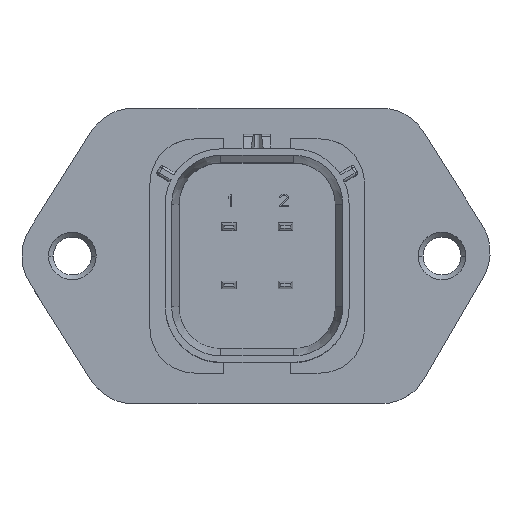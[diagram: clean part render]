
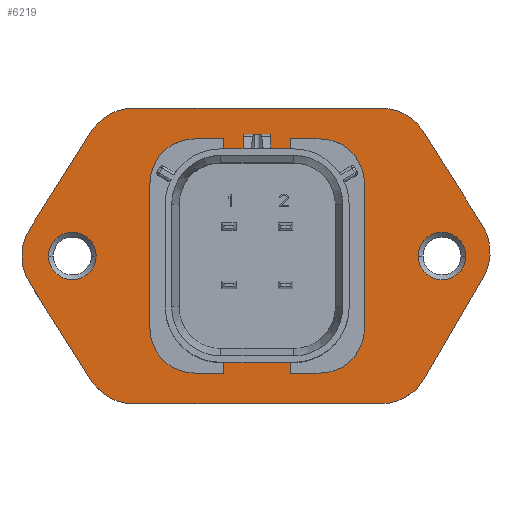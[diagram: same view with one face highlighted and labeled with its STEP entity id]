
A CAD part, top view. The second image highlights one B-rep face of the part: STEP entity #6219.
In plain terms, the highlighted planar face has unit normal (0, 0, 1).
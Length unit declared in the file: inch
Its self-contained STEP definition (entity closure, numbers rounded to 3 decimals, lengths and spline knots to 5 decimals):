
#833=CARTESIAN_POINT('',(-0.75,0.,0.06));
#834=DIRECTION('',(0.,0.,-1.));
#835=DIRECTION('',(1.,0.,0.));
#836=AXIS2_PLACEMENT_3D('',#833,#834,#835);
#838=CARTESIAN_POINT('',(-0.75,0.,0.06));
#839=DIRECTION('',(0.,0.,-1.));
#840=DIRECTION('',(-1.,0.,0.));
#841=AXIS2_PLACEMENT_3D('',#838,#839,#840);
#843=CARTESIAN_POINT('',(0.75,0.,0.06));
#844=DIRECTION('',(0.,0.,-1.));
#845=DIRECTION('',(1.,0.,0.));
#846=AXIS2_PLACEMENT_3D('',#843,#844,#845);
#848=CARTESIAN_POINT('',(0.75,0.,0.06));
#849=DIRECTION('',(0.,0.,-1.));
#850=DIRECTION('',(-1.,0.,0.));
#851=AXIS2_PLACEMENT_3D('',#848,#849,#850);
#853=CARTESIAN_POINT('',(-0.50074,0.395,0.06));
#854=DIRECTION('',(0.,0.,1.));
#855=DIRECTION('',(0.,1.,0.));
#856=AXIS2_PLACEMENT_3D('',#853,#854,#855);
#858=DIRECTION('',(-1.,0.,0.));
#859=VECTOR('',#858,1.00149);
#860=CARTESIAN_POINT('',(0.50074,0.6,0.06));
#861=LINE('',#860,#859);
#862=CARTESIAN_POINT('',(0.50074,0.395,0.06));
#863=DIRECTION('',(0.,0.,1.));
#864=DIRECTION('',(0.846,0.534,0.));
#865=AXIS2_PLACEMENT_3D('',#862,#863,#864);
#867=DIRECTION('',(-0.534,0.846,0.));
#868=VECTOR('',#867,0.44833);
#869=CARTESIAN_POINT('',(0.91337,0.12525,0.06));
#870=LINE('',#869,#868);
#871=CARTESIAN_POINT('',(0.74,0.01585,0.06));
#872=DIRECTION('',(0.,0.,1.));
#873=DIRECTION('',(0.864,-0.503,0.));
#874=AXIS2_PLACEMENT_3D('',#871,#872,#873);
#876=DIRECTION('',(0.503,0.864,0.));
#877=VECTOR('',#876,0.47544);
#878=CARTESIAN_POINT('',(0.67789,-0.49816,0.06));
#879=LINE('',#878,#877);
#880=CARTESIAN_POINT('',(0.50074,-0.395,0.06));
#881=DIRECTION('',(0.,0.,1.));
#882=DIRECTION('',(0.,-1.,0.));
#883=AXIS2_PLACEMENT_3D('',#880,#881,#882);
#885=DIRECTION('',(1.,0.,0.));
#886=VECTOR('',#885,1.00149);
#887=CARTESIAN_POINT('',(-0.50074,-0.6,0.06));
#888=LINE('',#887,#886);
#889=CARTESIAN_POINT('',(-0.50074,-0.395,0.06));
#890=DIRECTION('',(0.,0.,1.));
#891=DIRECTION('',(-0.846,-0.534,0.));
#892=AXIS2_PLACEMENT_3D('',#889,#890,#891);
#894=DIRECTION('',(0.534,-0.846,0.));
#895=VECTOR('',#894,0.46707);
#896=CARTESIAN_POINT('',(-0.92337,-0.1094,0.06));
#897=LINE('',#896,#895);
#898=CARTESIAN_POINT('',(-0.75,0.,0.06));
#899=DIRECTION('',(0.,0.,1.));
#900=DIRECTION('',(-0.846,0.534,0.));
#901=AXIS2_PLACEMENT_3D('',#898,#899,#900);
#903=DIRECTION('',(-0.534,-0.846,0.));
#904=VECTOR('',#903,0.46707);
#905=CARTESIAN_POINT('',(-0.67411,0.5044,0.06));
#906=LINE('',#905,#904);
#907=DIRECTION('',(0.,1.,0.));
#908=VECTOR('',#907,0.042);
#909=CARTESIAN_POINT('',(0.135,-0.475,0.06));
#910=LINE('',#909,#908);
#911=DIRECTION('',(-1.,0.,0.));
#912=VECTOR('',#911,0.12);
#913=CARTESIAN_POINT('',(0.255,-0.475,0.06));
#914=LINE('',#913,#912);
#915=CARTESIAN_POINT('',(0.255,-0.295,0.06));
#916=DIRECTION('',(0.,0.,-1.));
#917=DIRECTION('',(1.,0.,0.));
#918=AXIS2_PLACEMENT_3D('',#915,#916,#917);
#920=DIRECTION('',(0.,-1.,0.));
#921=VECTOR('',#920,0.59);
#922=CARTESIAN_POINT('',(0.435,0.295,0.06));
#923=LINE('',#922,#921);
#924=CARTESIAN_POINT('',(0.255,0.295,0.06));
#925=DIRECTION('',(0.,0.,-1.));
#926=DIRECTION('',(0.,1.,0.));
#927=AXIS2_PLACEMENT_3D('',#924,#925,#926);
#929=DIRECTION('',(1.,0.,0.));
#930=VECTOR('',#929,0.12);
#931=CARTESIAN_POINT('',(0.135,0.475,0.06));
#932=LINE('',#931,#930);
#933=DIRECTION('',(0.,1.,0.));
#934=VECTOR('',#933,0.042);
#935=CARTESIAN_POINT('',(0.135,0.433,0.06));
#936=LINE('',#935,#934);
#937=DIRECTION('',(0.,-1.,0.));
#938=VECTOR('',#937,0.042);
#939=CARTESIAN_POINT('',(-0.135,0.475,0.06));
#940=LINE('',#939,#938);
#941=DIRECTION('',(1.,0.,0.));
#942=VECTOR('',#941,0.12);
#943=CARTESIAN_POINT('',(-0.255,0.475,0.06));
#944=LINE('',#943,#942);
#945=CARTESIAN_POINT('',(-0.255,0.295,0.06));
#946=DIRECTION('',(0.,0.,-1.));
#947=DIRECTION('',(-1.,0.,0.));
#948=AXIS2_PLACEMENT_3D('',#945,#946,#947);
#950=DIRECTION('',(0.,1.,0.));
#951=VECTOR('',#950,0.59);
#952=CARTESIAN_POINT('',(-0.435,-0.295,0.06));
#953=LINE('',#952,#951);
#954=CARTESIAN_POINT('',(-0.255,-0.295,0.06));
#955=DIRECTION('',(0.,0.,-1.));
#956=DIRECTION('',(0.,-1.,0.));
#957=AXIS2_PLACEMENT_3D('',#954,#955,#956);
#959=DIRECTION('',(-1.,0.,0.));
#960=VECTOR('',#959,0.12);
#961=CARTESIAN_POINT('',(-0.135,-0.475,0.06));
#962=LINE('',#961,#960);
#963=DIRECTION('',(0.,-1.,0.));
#964=VECTOR('',#963,0.042);
#965=CARTESIAN_POINT('',(-0.135,-0.433,0.06));
#966=LINE('',#965,#964);
#1593=DIRECTION('',(1.,0.,0.));
#1594=VECTOR('',#1593,0.27);
#1595=CARTESIAN_POINT('',(-0.135,-0.433,0.06));
#1596=LINE('',#1595,#1594);
#1826=DIRECTION('',(-1.,0.,0.));
#1827=VECTOR('',#1826,0.27);
#1828=CARTESIAN_POINT('',(0.135,0.433,0.06));
#1829=LINE('',#1828,#1827);
#3951=CARTESIAN_POINT('',(-0.50074,0.6,0.06));
#3952=CARTESIAN_POINT('',(-0.67411,0.5044,0.06));
#3953=VERTEX_POINT('',#3951);
#3954=VERTEX_POINT('',#3952);
#3955=CARTESIAN_POINT('',(-0.92337,0.1094,0.06));
#3956=VERTEX_POINT('',#3955);
#3957=CARTESIAN_POINT('',(0.91337,0.12525,0.06));
#3958=CARTESIAN_POINT('',(0.67411,0.5044,0.06));
#3959=VERTEX_POINT('',#3957);
#3960=VERTEX_POINT('',#3958);
#3961=CARTESIAN_POINT('',(0.50074,0.6,0.06));
#3962=VERTEX_POINT('',#3961);
#3963=CARTESIAN_POINT('',(-0.135,-0.433,0.06));
#3964=CARTESIAN_POINT('',(0.135,-0.433,0.06));
#3965=VERTEX_POINT('',#3963);
#3966=VERTEX_POINT('',#3964);
#3967=CARTESIAN_POINT('',(0.135,0.433,0.06));
#3968=CARTESIAN_POINT('',(-0.135,0.433,0.06));
#3969=VERTEX_POINT('',#3967);
#3970=VERTEX_POINT('',#3968);
#3999=CARTESIAN_POINT('',(-0.92337,-0.1094,0.06));
#4000=VERTEX_POINT('',#3999);
#4001=CARTESIAN_POINT('',(-0.67411,-0.5044,0.06));
#4002=VERTEX_POINT('',#4001);
#4003=CARTESIAN_POINT('',(-0.50074,-0.6,0.06));
#4004=VERTEX_POINT('',#4003);
#4005=CARTESIAN_POINT('',(0.50074,-0.6,0.06));
#4006=VERTEX_POINT('',#4005);
#4007=CARTESIAN_POINT('',(0.67789,-0.49816,0.06));
#4008=VERTEX_POINT('',#4007);
#4009=CARTESIAN_POINT('',(0.91715,-0.08732,0.06));
#4010=VERTEX_POINT('',#4009);
#4137=CARTESIAN_POINT('',(-0.255,0.475,0.06));
#4138=CARTESIAN_POINT('',(-0.135,0.475,0.06));
#4139=VERTEX_POINT('',#4137);
#4140=VERTEX_POINT('',#4138);
#4141=CARTESIAN_POINT('',(-0.135,-0.475,0.06));
#4142=CARTESIAN_POINT('',(-0.255,-0.475,0.06));
#4143=VERTEX_POINT('',#4141);
#4144=VERTEX_POINT('',#4142);
#4145=CARTESIAN_POINT('',(-0.435,-0.295,0.06));
#4146=VERTEX_POINT('',#4145);
#4147=CARTESIAN_POINT('',(-0.435,0.295,0.06));
#4148=VERTEX_POINT('',#4147);
#4149=CARTESIAN_POINT('',(0.255,0.475,0.06));
#4150=CARTESIAN_POINT('',(0.435,0.295,0.06));
#4151=VERTEX_POINT('',#4149);
#4152=VERTEX_POINT('',#4150);
#4153=CARTESIAN_POINT('',(0.435,-0.295,0.06));
#4154=VERTEX_POINT('',#4153);
#4155=CARTESIAN_POINT('',(0.255,-0.475,0.06));
#4156=VERTEX_POINT('',#4155);
#4157=CARTESIAN_POINT('',(0.135,-0.475,0.06));
#4158=VERTEX_POINT('',#4157);
#4159=CARTESIAN_POINT('',(0.135,0.475,0.06));
#4160=VERTEX_POINT('',#4159);
#4193=CARTESIAN_POINT('',(-0.6535,0.,0.06));
#4194=CARTESIAN_POINT('',(-0.8465,0.,0.06));
#4195=VERTEX_POINT('',#4193);
#4196=VERTEX_POINT('',#4194);
#4197=CARTESIAN_POINT('',(0.8465,0.,0.06));
#4198=CARTESIAN_POINT('',(0.6535,0.,0.06));
#4199=VERTEX_POINT('',#4197);
#4200=VERTEX_POINT('',#4198);
#6154=CARTESIAN_POINT('',(0.,0.,0.06));
#6155=DIRECTION('',(0.,0.,1.));
#6156=DIRECTION('',(1.,0.,0.));
#6157=AXIS2_PLACEMENT_3D('',#6154,#6155,#6156);
#6158=PLANE('',#6157);
#6159=ORIENTED_EDGE('',*,*,#5994,.F.);
#6160=ORIENTED_EDGE('',*,*,#6009,.F.);
#6161=ORIENTED_EDGE('',*,*,#6023,.F.);
#6162=ORIENTED_EDGE('',*,*,#6037,.F.);
#6163=ORIENTED_EDGE('',*,*,#6051,.F.);
#6164=ORIENTED_EDGE('',*,*,#6065,.F.);
#6165=ORIENTED_EDGE('',*,*,#6079,.F.);
#6166=ORIENTED_EDGE('',*,*,#6093,.F.);
#6167=ORIENTED_EDGE('',*,*,#6107,.F.);
#6168=ORIENTED_EDGE('',*,*,#6121,.F.);
#6169=ORIENTED_EDGE('',*,*,#6135,.F.);
#6170=ORIENTED_EDGE('',*,*,#6148,.F.);
#6171=EDGE_LOOP('',(#6159,#6160,#6161,#6162,#6163,#6164,#6165,#6166,#6167,#6168,
#6169,#6170));
#6172=FACE_OUTER_BOUND('',#6171,.F.);
#6174=ORIENTED_EDGE('',*,*,#6173,.F.);
#6176=ORIENTED_EDGE('',*,*,#6175,.F.);
#6177=EDGE_LOOP('',(#6174,#6176));
#6178=FACE_BOUND('',#6177,.F.);
#6180=ORIENTED_EDGE('',*,*,#6179,.F.);
#6182=ORIENTED_EDGE('',*,*,#6181,.F.);
#6183=EDGE_LOOP('',(#6180,#6182));
#6184=FACE_BOUND('',#6183,.F.);
#6186=ORIENTED_EDGE('',*,*,#6185,.T.);
#6188=ORIENTED_EDGE('',*,*,#6187,.F.);
#6190=ORIENTED_EDGE('',*,*,#6189,.F.);
#6192=ORIENTED_EDGE('',*,*,#6191,.F.);
#6194=ORIENTED_EDGE('',*,*,#6193,.F.);
#6196=ORIENTED_EDGE('',*,*,#6195,.F.);
#6198=ORIENTED_EDGE('',*,*,#6197,.F.);
#6200=ORIENTED_EDGE('',*,*,#6199,.F.);
#6202=ORIENTED_EDGE('',*,*,#6201,.T.);
#6204=ORIENTED_EDGE('',*,*,#6203,.F.);
#6206=ORIENTED_EDGE('',*,*,#6205,.F.);
#6208=ORIENTED_EDGE('',*,*,#6207,.F.);
#6210=ORIENTED_EDGE('',*,*,#6209,.F.);
#6212=ORIENTED_EDGE('',*,*,#6211,.F.);
#6214=ORIENTED_EDGE('',*,*,#6213,.F.);
#6216=ORIENTED_EDGE('',*,*,#6215,.F.);
#6217=EDGE_LOOP('',(#6186,#6188,#6190,#6192,#6194,#6196,#6198,#6200,#6202,#6204,
#6206,#6208,#6210,#6212,#6214,#6216));
#6218=FACE_BOUND('',#6217,.F.);
#6219=ADVANCED_FACE('',(#6172,#6178,#6184,#6218),#6158,.T.);
#837=CIRCLE('',#836,0.0965);
#842=CIRCLE('',#841,0.0965);
#847=CIRCLE('',#846,0.0965);
#852=CIRCLE('',#851,0.0965);
#857=CIRCLE('',#856,0.205);
#866=CIRCLE('',#865,0.205);
#875=CIRCLE('',#874,0.205);
#884=CIRCLE('',#883,0.205);
#893=CIRCLE('',#892,0.205);
#902=CIRCLE('',#901,0.205);
#919=CIRCLE('',#918,0.18);
#928=CIRCLE('',#927,0.18);
#949=CIRCLE('',#948,0.18);
#958=CIRCLE('',#957,0.18);
#5994=EDGE_CURVE('',#3953,#3954,#857,.T.);
#6009=EDGE_CURVE('',#3962,#3953,#861,.T.);
#6023=EDGE_CURVE('',#3960,#3962,#866,.T.);
#6037=EDGE_CURVE('',#3959,#3960,#870,.T.);
#6051=EDGE_CURVE('',#4010,#3959,#875,.T.);
#6065=EDGE_CURVE('',#4008,#4010,#879,.T.);
#6079=EDGE_CURVE('',#4006,#4008,#884,.T.);
#6093=EDGE_CURVE('',#4004,#4006,#888,.T.);
#6107=EDGE_CURVE('',#4002,#4004,#893,.T.);
#6121=EDGE_CURVE('',#4000,#4002,#897,.T.);
#6135=EDGE_CURVE('',#3956,#4000,#902,.T.);
#6148=EDGE_CURVE('',#3954,#3956,#906,.T.);
#6173=EDGE_CURVE('',#4199,#4200,#847,.T.);
#6175=EDGE_CURVE('',#4200,#4199,#852,.T.);
#6179=EDGE_CURVE('',#4195,#4196,#837,.T.);
#6181=EDGE_CURVE('',#4196,#4195,#842,.T.);
#6185=EDGE_CURVE('',#3965,#3966,#1596,.T.);
#6187=EDGE_CURVE('',#4158,#3966,#910,.T.);
#6189=EDGE_CURVE('',#4156,#4158,#914,.T.);
#6191=EDGE_CURVE('',#4154,#4156,#919,.T.);
#6193=EDGE_CURVE('',#4152,#4154,#923,.T.);
#6195=EDGE_CURVE('',#4151,#4152,#928,.T.);
#6197=EDGE_CURVE('',#4160,#4151,#932,.T.);
#6199=EDGE_CURVE('',#3969,#4160,#936,.T.);
#6201=EDGE_CURVE('',#3969,#3970,#1829,.T.);
#6203=EDGE_CURVE('',#4140,#3970,#940,.T.);
#6205=EDGE_CURVE('',#4139,#4140,#944,.T.);
#6207=EDGE_CURVE('',#4148,#4139,#949,.T.);
#6209=EDGE_CURVE('',#4146,#4148,#953,.T.);
#6211=EDGE_CURVE('',#4144,#4146,#958,.T.);
#6213=EDGE_CURVE('',#4143,#4144,#962,.T.);
#6215=EDGE_CURVE('',#3965,#4143,#966,.T.);
